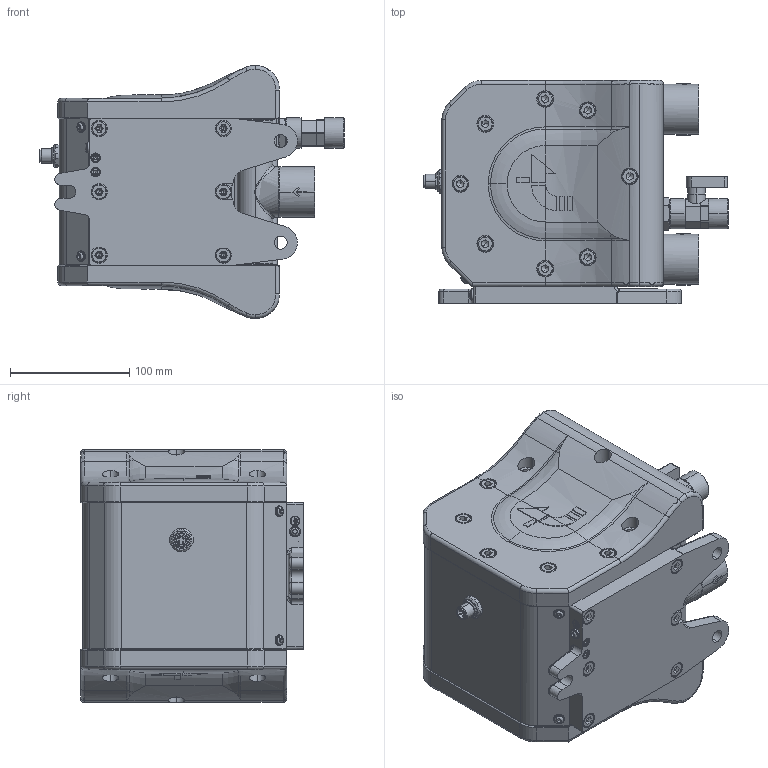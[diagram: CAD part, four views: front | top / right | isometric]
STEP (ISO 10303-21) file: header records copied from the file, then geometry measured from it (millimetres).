
FILE_DESCRIPTION (( 'STEP AP214' ), '1' );
FILE_NAME ('PTI-MHD1065-VA-XX-XX-XX-XX-AL-iHZ- PTI-MHD1065-VA-XX-XX-XX-XX-AL-iH~0.step', '2021-05-25T05:29:13', ( '' ), ( '' ), 'SwSTEP 2.0', 'SolidWorks 2020', '' );
FILE_SCHEMA (( 'AUTOMOTIVE_DESIGN' ));
Length unit declared in the file: millimetre
Products named in the file (1): PTI-MHD1065-VA-XX-XX-XX-XX-AL-iHZ- PTI-MHD1065-VA-XX-XX-XX-XX-AL-iH~0
Bounding box: 254.5 x 186.5 x 211.7 mm (x, y, z)
Volume: 5451523.9 mm3; surface area: 379714.7 mm2
Topology: 1 solids, 19 shells, 1681 faces, 4071 edges, 2491 vertices
Faces by surface type: plane 839, cylinder 490, torus 168, cone 115, bspline 69
Entity records: 68494 total; most frequent: CARTESIAN_POINT 15763, DIRECTION 8286, ORIENTED_EDGE 8022, EDGE_CURVE 4011, AXIS2_PLACEMENT_3D 3087, VERTEX_POINT 2491, LINE 2112, VECTOR 2112
